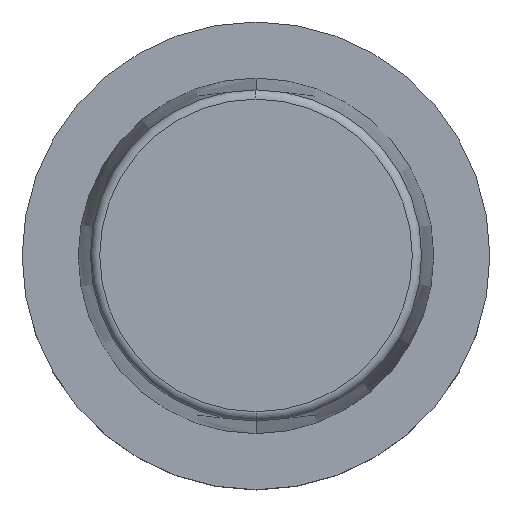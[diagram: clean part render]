
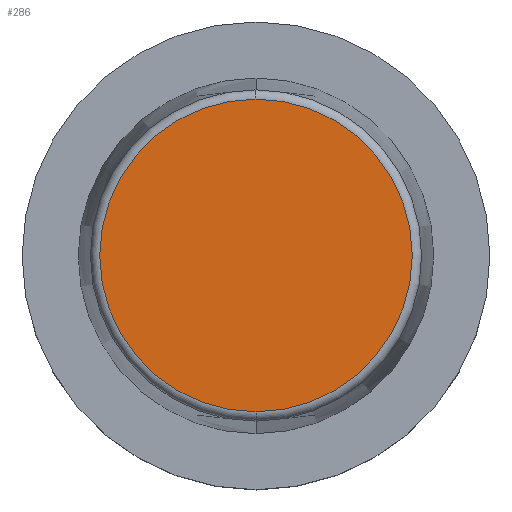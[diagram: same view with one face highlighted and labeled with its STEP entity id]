
A CAD part, top view. The second image highlights one B-rep face of the part: STEP entity #286.
In plain terms, the highlighted planar face has unit normal (0, 0, 1).
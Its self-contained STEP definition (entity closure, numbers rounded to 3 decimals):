
#244=VERTEX_POINT('',#640);
#286=ADVANCED_FACE('',(#689),#690,.T.);
#392=EDGE_CURVE('',#498,#244,#812,.T.);
#498=VERTEX_POINT('',#934);
#532=EDGE_CURVE('',#244,#498,#969,.T.);
#640=CARTESIAN_POINT('',(0.,-33.41,50.0));
#689=FACE_OUTER_BOUND('',#1140,.T.);
#690=PLANE('',#1141);
#812=CIRCLE('',#1306,33.41);
#934=CARTESIAN_POINT('',(0.0,33.41,50.0));
#969=CIRCLE('',#1505,33.41);
#1140=EDGE_LOOP('',(#1711,#1712));
#1141=AXIS2_PLACEMENT_3D('',#1713,#1714,#1715);
#1306=AXIS2_PLACEMENT_3D('',#1881,#1882,#1883);
#1505=AXIS2_PLACEMENT_3D('',#2071,#2072,#2073);
#1711=ORIENTED_EDGE('',*,*,#392,.F.);
#1712=ORIENTED_EDGE('',*,*,#532,.F.);
#1713=CARTESIAN_POINT('',(0.0,16.705,50.0));
#1714=DIRECTION('',(-0.0,0.0,1.0));
#1715=DIRECTION('',(0.0,-1.0,0.0));
#1881=CARTESIAN_POINT('',(0.0,0.0,50.0));
#1882=DIRECTION('',(0.0,0.0,-1.0));
#1883=DIRECTION('',(0.0,1.0,0.0));
#2071=CARTESIAN_POINT('',(0.0,0.0,50.0));
#2072=DIRECTION('',(0.0,0.0,-1.0));
#2073=DIRECTION('',(0.0,1.0,0.0));
